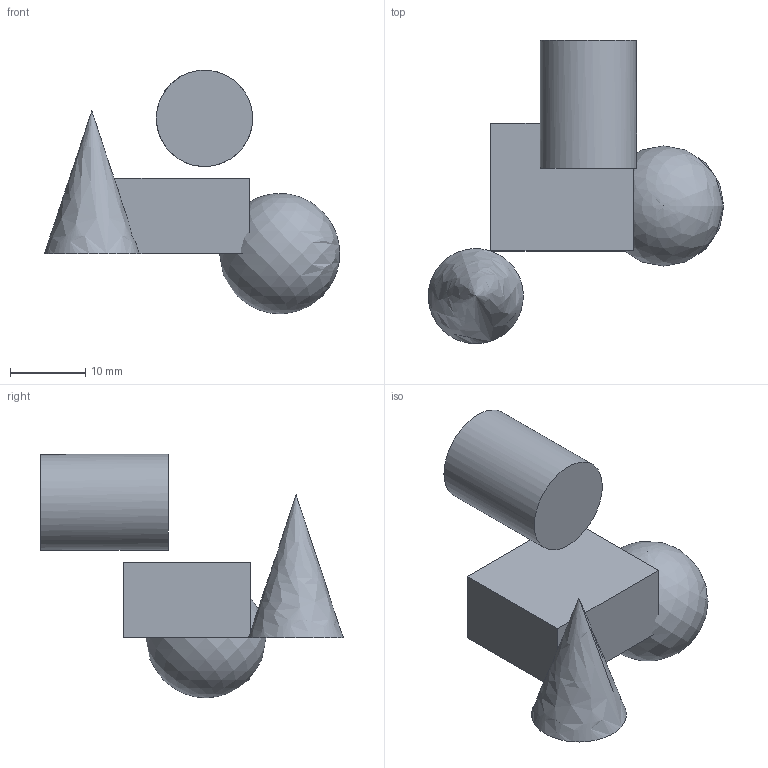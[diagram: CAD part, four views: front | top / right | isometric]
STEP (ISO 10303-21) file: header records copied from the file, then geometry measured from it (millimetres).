
FILE_DESCRIPTION(/* description */ (''),/* implementation_level */ '2;1');
FILE_NAME(/* name */ 'STEP Problem 1',/* time_stamp */ '2022-07-19T20:08:28+02:00',/* author */ (''),/* organization */ (''),/* preprocessor_version */ 'ST-DEVELOPER v16.5',/* originating_system */ 'Rhino 7.19',/* authorisation */ '');
FILE_SCHEMA (('AUTOMOTIVE_DESIGN'));
Length unit declared in the file: millimetre
Products named in the file (1): Document
Bounding box: 39.32 x 40.31 x 32.4 mm (x, y, z)
Volume: 8403.9 mm3; surface area: 3639.3 mm2
Topology: 4 solids, 4 shells, 12 faces, 21 edges, 14 vertices
Faces by surface type: bspline 12
Entity records: 602 total; most frequent: CARTESIAN_POINT 286, B_SPLINE_CURVE_WITH_KNOTS 46, ORIENTED_EDGE 36, PCURVE 36, DEFINITIONAL_REPRESENTATION 36, SURFACE_CURVE 18, EDGE_CURVE 18, VERTEX_POINT 14
